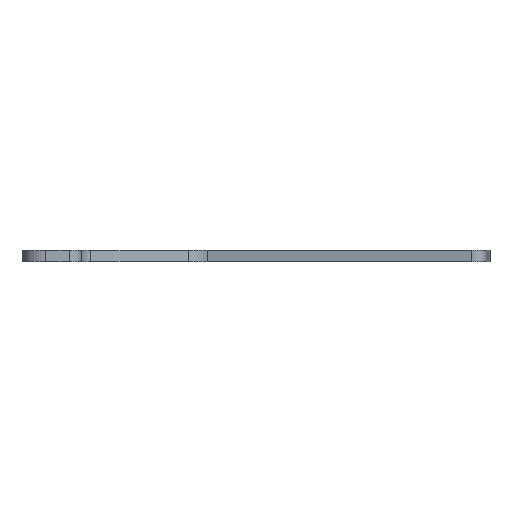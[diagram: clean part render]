
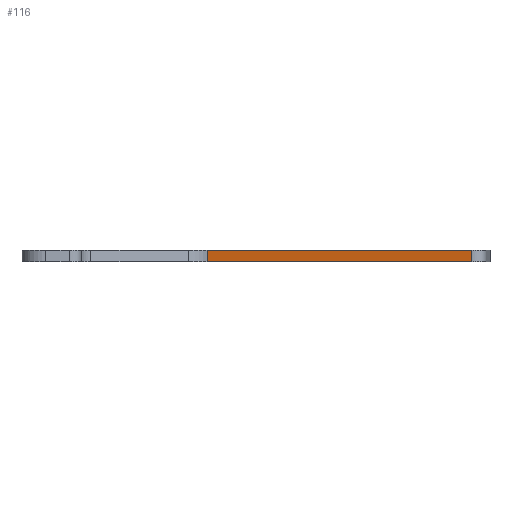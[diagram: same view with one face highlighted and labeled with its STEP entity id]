
A CAD part, left-side view. The second image highlights one B-rep face of the part: STEP entity #116.
In plain terms, the highlighted planar face has unit normal (-0.977, 0.215, 0).
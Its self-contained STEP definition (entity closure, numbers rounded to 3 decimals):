
#37 = FACE_OUTER_BOUND ( 'NONE', #389, .T. ) ;
#93 = DIRECTION ( 'NONE',  ( 0.215, 0.977, 0. ) ) ;
#116 = ADVANCED_FACE ( 'NONE', ( #37 ), #593, .F. ) ;
#154 = DIRECTION ( 'NONE',  ( 0., 0., 1. ) ) ;
#155 = VECTOR ( 'NONE', #154, 1000. ) ;
#162 = CARTESIAN_POINT ( 'NONE',  ( -2.941, -76.155, 2. ) ) ;
#206 = CARTESIAN_POINT ( 'NONE',  ( 7.313, -29.602, 2. ) ) ;
#218 = VERTEX_POINT ( 'NONE', #388 ) ;
#251 = DIRECTION ( 'NONE',  ( -0.215, -0.977, 0. ) ) ;
#259 = VERTEX_POINT ( 'NONE', #768 ) ;
#283 = CARTESIAN_POINT ( 'NONE',  ( 6.93, -31.34, 0. ) ) ;
#299 = LINE ( 'NONE', #162, #155 ) ;
#323 = CARTESIAN_POINT ( 'NONE',  ( 7.313, -29.602, 0. ) ) ;
#330 = EDGE_CURVE ( 'NONE', #259, #639, #549, .T. ) ;
#342 = EDGE_CURVE ( 'NONE', #259, #218, #626, .T. ) ;
#348 = CARTESIAN_POINT ( 'NONE',  ( -2.941, -76.155, 0. ) ) ;
#388 = CARTESIAN_POINT ( 'NONE',  ( 6.93, -31.34, 0. ) ) ;
#389 = EDGE_LOOP ( 'NONE', ( #447, #819, #815, #459 ) ) ;
#419 = DIRECTION ( 'NONE',  ( 0., 0., -1. ) ) ;
#444 = CARTESIAN_POINT ( 'NONE',  ( 7.313, -29.602, 2. ) ) ;
#447 = ORIENTED_EDGE ( 'NONE', *, *, #330, .F. ) ;
#458 = DIRECTION ( 'NONE',  ( 0.977, -0.215, 0. ) ) ;
#459 = ORIENTED_EDGE ( 'NONE', *, *, #526, .T. ) ;
#526 = EDGE_CURVE ( 'NONE', #766, #639, #299, .T. ) ;
#549 = LINE ( 'NONE', #206, #889 ) ;
#587 = EDGE_CURVE ( 'NONE', #218, #766, #878, .T. ) ;
#593 = PLANE ( 'NONE',  #869 ) ;
#626 = LINE ( 'NONE', #283, #807 ) ;
#639 = VERTEX_POINT ( 'NONE', #809 ) ;
#766 = VERTEX_POINT ( 'NONE', #348 ) ;
#768 = CARTESIAN_POINT ( 'NONE',  ( 6.93, -31.34, 2. ) ) ;
#771 = DIRECTION ( 'NONE',  ( -0.215, -0.977, 0. ) ) ;
#807 = VECTOR ( 'NONE', #419, 1000. ) ;
#809 = CARTESIAN_POINT ( 'NONE',  ( -2.941, -76.155, 2. ) ) ;
#815 = ORIENTED_EDGE ( 'NONE', *, *, #587, .T. ) ;
#819 = ORIENTED_EDGE ( 'NONE', *, *, #342, .T. ) ;
#849 = VECTOR ( 'NONE', #251, 1000. ) ;
#869 = AXIS2_PLACEMENT_3D ( 'NONE', #444, #458, #93 ) ;
#878 = LINE ( 'NONE', #323, #849 ) ;
#889 = VECTOR ( 'NONE', #771, 1000. ) ;
